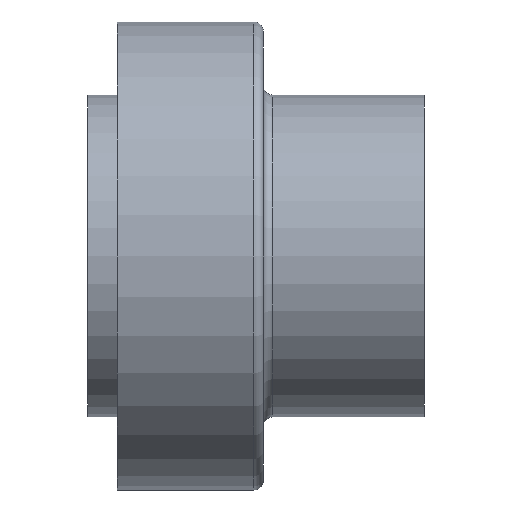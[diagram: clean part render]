
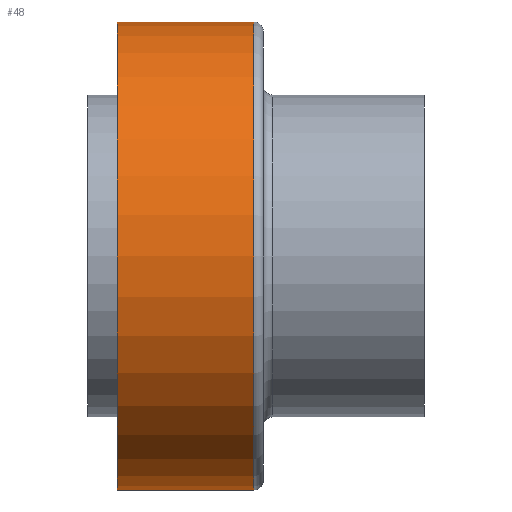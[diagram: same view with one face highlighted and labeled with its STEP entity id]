
A CAD part, front view. The second image highlights one B-rep face of the part: STEP entity #48.
In plain terms, the highlighted cylindrical face has radius 80 mm (diameter 160 mm), a full revolution.
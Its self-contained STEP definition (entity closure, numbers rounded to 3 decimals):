
#48 = ADVANCED_FACE( '', ( #103, #104 ), #105, .T. );
#103 = FACE_OUTER_BOUND( '', #166, .T. );
#104 = FACE_OUTER_BOUND( '', #167, .T. );
#105 = CYLINDRICAL_SURFACE( '', #168, 80. );
#166 = EDGE_LOOP( '', ( #233 ) );
#167 = EDGE_LOOP( '', ( #234 ) );
#168 = AXIS2_PLACEMENT_3D( '', #235, #236, #237 );
#233 = ORIENTED_EDGE( '', *, *, #291, .T. );
#234 = ORIENTED_EDGE( '', *, *, #300, .F. );
#235 = CARTESIAN_POINT( '', ( 115., 0., 0. ) );
#236 = DIRECTION( '', ( -1., 0., 0. ) );
#237 = DIRECTION( '', ( 0., 0., -1. ) );
#291 = EDGE_CURVE( '', #322, #322, #323, .T. );
#300 = EDGE_CURVE( '', #336, #336, #337, .T. );
#322 = VERTEX_POINT( '', #364 );
#323 = CIRCLE( '', #365, 80. );
#336 = VERTEX_POINT( '', #378 );
#337 = CIRCLE( '', #379, 80. );
#364 = CARTESIAN_POINT( '', ( 10., 0., -80. ) );
#365 = AXIS2_PLACEMENT_3D( '', #407, #408, #409 );
#378 = CARTESIAN_POINT( '', ( 56.8, 0., -80. ) );
#379 = AXIS2_PLACEMENT_3D( '', #422, #423, #424 );
#407 = CARTESIAN_POINT( '', ( 10., 0., 0. ) );
#408 = DIRECTION( '', ( 1., 0., 0. ) );
#409 = DIRECTION( '', ( 0., 0., -1. ) );
#422 = CARTESIAN_POINT( '', ( 56.8, 0., 0. ) );
#423 = DIRECTION( '', ( 1., 0., 0. ) );
#424 = DIRECTION( '', ( 0., 0., -1. ) );
